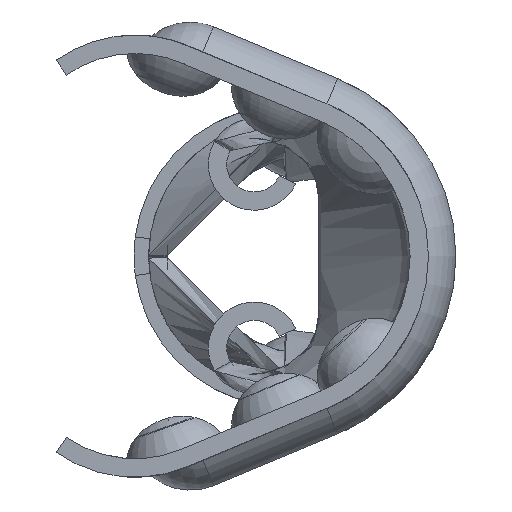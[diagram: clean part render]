
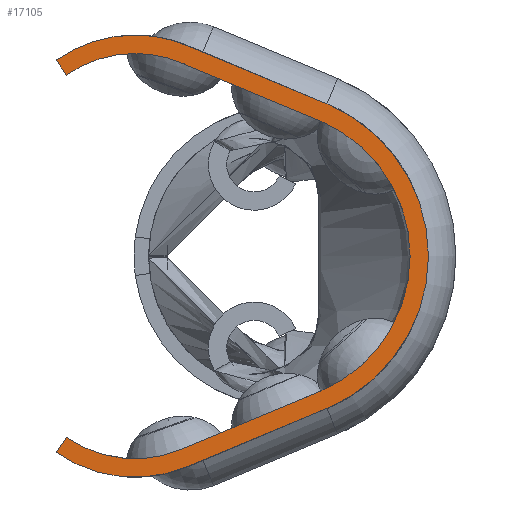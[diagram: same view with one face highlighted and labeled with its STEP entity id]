
A CAD part, left-side view. The second image highlights one B-rep face of the part: STEP entity #17105.
In plain terms, the highlighted planar face has unit normal (-1, 0, 0).
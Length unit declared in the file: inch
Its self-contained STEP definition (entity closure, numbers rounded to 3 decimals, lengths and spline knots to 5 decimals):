
#452 = ORIENTED_EDGE ( 'NONE', *, *, #8188, .F. ) ;
#499 = LINE ( 'NONE', #8651, #3305 ) ;
#535 = CARTESIAN_POINT ( 'NONE',  ( 0., 0.14, -0.091 ) ) ;
#614 = VERTEX_POINT ( 'NONE', #2266 ) ;
#886 = CARTESIAN_POINT ( 'NONE',  ( 0., 0.08218, 0.22941 ) ) ;
#966 = CARTESIAN_POINT ( 'NONE',  ( 0., 0.08989, 0.21095 ) ) ;
#1101 = DIRECTION ( 'NONE',  ( -1., 0., 0. ) ) ;
#1379 = DIRECTION ( 'NONE',  ( -1., 0., 0. ) ) ;
#1772 = DIRECTION ( 'NONE',  ( 1., 0., 0. ) ) ;
#1786 = CARTESIAN_POINT ( 'NONE',  ( 0., 0.14, 0.091 ) ) ;
#2042 = EDGE_CURVE ( 'NONE', #5827, #15984, #5325, .T. ) ;
#2266 = CARTESIAN_POINT ( 'NONE',  ( 0., -0.06168, 0.14763 ) ) ;
#2275 = EDGE_CURVE ( 'NONE', #614, #2349, #499, .T. ) ;
#2349 = VERTEX_POINT ( 'NONE', #966 ) ;
#2363 = AXIS2_PLACEMENT_3D ( 'NONE', #20120, #2628, #10418 ) ;
#2443 = EDGE_CURVE ( 'NONE', #18519, #18868, #16356, .T. ) ;
#2628 = DIRECTION ( 'NONE',  ( 1., 0., 0. ) ) ;
#2838 = CARTESIAN_POINT ( 'NONE',  ( 0., 0.21455, -0.1975 ) ) ;
#2920 = EDGE_CURVE ( 'NONE', #3564, #17656, #10618, .T. ) ;
#3305 = VECTOR ( 'NONE', #16428, 39.37008 ) ;
#3355 = EDGE_CURVE ( 'NONE', #2349, #3564, #17672, .T. ) ;
#3419 = VERTEX_POINT ( 'NONE', #4302 ) ;
#3564 = VERTEX_POINT ( 'NONE', #14394 ) ;
#3602 = ORIENTED_EDGE ( 'NONE', *, *, #11569, .F. ) ;
#3692 = DIRECTION ( 'NONE',  ( 1., 0., 0. ) ) ;
#3913 = LINE ( 'NONE', #11711, #19876 ) ;
#4302 = CARTESIAN_POINT ( 'NONE',  ( 0., 0.08989, -0.21095 ) ) ;
#4833 = ORIENTED_EDGE ( 'NONE', *, *, #7390, .F. ) ;
#5194 = CARTESIAN_POINT ( 'NONE',  ( 0., -0.06939, -0.16609 ) ) ;
#5325 = CIRCLE ( 'NONE', #16334, 0.15 ) ;
#5339 = DIRECTION ( 'NONE',  ( -1., 0., 0. ) ) ;
#5341 = AXIS2_PLACEMENT_3D ( 'NONE', #9031, #16804, #24605 ) ;
#5517 = ORIENTED_EDGE ( 'NONE', *, *, #20622, .F. ) ;
#5827 = VERTEX_POINT ( 'NONE', #17503 ) ;
#5860 = EDGE_CURVE ( 'NONE', #3419, #14174, #23391, .T. ) ;
#6676 = AXIS2_PLACEMENT_3D ( 'NONE', #22846, #5339, #13131 ) ;
#6914 = VERTEX_POINT ( 'NONE', #886 ) ;
#7390 = EDGE_CURVE ( 'NONE', #14174, #614, #23818, .T. ) ;
#7396 = ORIENTED_EDGE ( 'NONE', *, *, #23695, .F. ) ;
#7514 = VECTOR ( 'NONE', #12998, 39.37008 ) ;
#7525 = EDGE_LOOP ( 'NONE', ( #4833, #18403, #7396, #21490, #5517, #452, #12495, #20247, #18183, #9573, #3602, #25268, #8723, #10829 ) ) ;
#8188 = EDGE_CURVE ( 'NONE', #18868, #10755, #22706, .T. ) ;
#8335 = DIRECTION ( 'NONE',  ( -1., 0., 0. ) ) ;
#8651 = CARTESIAN_POINT ( 'NONE',  ( 0., -0.06168, 0.14763 ) ) ;
#8723 = ORIENTED_EDGE ( 'NONE', *, *, #3355, .F. ) ;
#8907 = DIRECTION ( 'NONE',  ( 0., 0., -1. ) ) ;
#8952 = CIRCLE ( 'NONE', #23231, 0.13 ) ;
#9027 = LINE ( 'NONE', #16801, #19383 ) ;
#9031 = CARTESIAN_POINT ( 'NONE',  ( 0., 0., 0. ) ) ;
#9191 = DIRECTION ( 'NONE',  ( 0., 0., 1. ) ) ;
#9357 = CARTESIAN_POINT ( 'NONE',  ( 0., -0.06939, 0.16609 ) ) ;
#9573 = ORIENTED_EDGE ( 'NONE', *, *, #2042, .F. ) ;
#9582 = VECTOR ( 'NONE', #19533, 39.37008 ) ;
#9586 = DIRECTION ( 'NONE',  ( 0., 0., -1. ) ) ;
#9596 = DIRECTION ( 'NONE',  ( 1., 0., 0. ) ) ;
#10303 = CARTESIAN_POINT ( 'NONE',  ( 0., 0.21455, 0.1975 ) ) ;
#10349 = CARTESIAN_POINT ( 'NONE',  ( 0., -0.06939, 0.16609 ) ) ;
#10418 = DIRECTION ( 'NONE',  ( 0., 0., -1. ) ) ;
#10590 = AXIS2_PLACEMENT_3D ( 'NONE', #15310, #3692, #11489 ) ;
#10618 = CIRCLE ( 'NONE', #24899, 0.13 ) ;
#10755 = VERTEX_POINT ( 'NONE', #12216 ) ;
#10829 = ORIENTED_EDGE ( 'NONE', *, *, #2275, .F. ) ;
#11489 = DIRECTION ( 'NONE',  ( 0., 0., 1. ) ) ;
#11506 = PLANE ( 'NONE',  #17044 ) ;
#11569 = EDGE_CURVE ( 'NONE', #17656, #5827, #9027, .T. ) ;
#11711 = CARTESIAN_POINT ( 'NONE',  ( 0., 0.22602, -0.21388 ) ) ;
#11762 = CARTESIAN_POINT ( 'NONE',  ( 0., -0.06168, -0.14763 ) ) ;
#12143 = VECTOR ( 'NONE', #18136, 39.37008 ) ;
#12216 = CARTESIAN_POINT ( 'NONE',  ( 0., 0.08218, -0.22941 ) ) ;
#12495 = ORIENTED_EDGE ( 'NONE', *, *, #2443, .F. ) ;
#12806 = AXIS2_PLACEMENT_3D ( 'NONE', #18599, #1101, #8907 ) ;
#12998 = DIRECTION ( 'NONE',  ( 0., 0.923, -0.385 ) ) ;
#13131 = DIRECTION ( 'NONE',  ( 0., 0., 1. ) ) ;
#13377 = CIRCLE ( 'NONE', #2363, 0.15 ) ;
#14172 = CARTESIAN_POINT ( 'NONE',  ( 0., -0.06168, -0.14763 ) ) ;
#14174 = VERTEX_POINT ( 'NONE', #14172 ) ;
#14394 = CARTESIAN_POINT ( 'NONE',  ( 0., 0.14, 0.221 ) ) ;
#14758 = CARTESIAN_POINT ( 'NONE',  ( 0., 0.22602, -0.21388 ) ) ;
#15310 = CARTESIAN_POINT ( 'NONE',  ( 0., 0.14, 0.091 ) ) ;
#15984 = VERTEX_POINT ( 'NONE', #23776 ) ;
#16114 = DIRECTION ( 'NONE',  ( 0., 0., -1. ) ) ;
#16334 = AXIS2_PLACEMENT_3D ( 'NONE', #1786, #9596, #17373 ) ;
#16356 = CIRCLE ( 'NONE', #5341, 0.18 ) ;
#16403 = EDGE_CURVE ( 'NONE', #16733, #23744, #3913, .T. ) ;
#16428 = DIRECTION ( 'NONE',  ( 0., 0.923, 0.385 ) ) ;
#16733 = VERTEX_POINT ( 'NONE', #14758 ) ;
#16801 = CARTESIAN_POINT ( 'NONE',  ( 0., 0.22602, 0.21388 ) ) ;
#16804 = DIRECTION ( 'NONE',  ( 1., 0., 0. ) ) ;
#17044 = AXIS2_PLACEMENT_3D ( 'NONE', #19273, #1772, #9586 ) ;
#17105 = ADVANCED_FACE ( 'NONE', ( #23120 ), #11506, .F. ) ;
#17373 = DIRECTION ( 'NONE',  ( 0., 0., 1. ) ) ;
#17503 = CARTESIAN_POINT ( 'NONE',  ( 0., 0.22602, 0.21388 ) ) ;
#17587 = CARTESIAN_POINT ( 'NONE',  ( 0., -0.06939, -0.16609 ) ) ;
#17656 = VERTEX_POINT ( 'NONE', #10303 ) ;
#17672 = CIRCLE ( 'NONE', #6676, 0.13 ) ;
#18136 = DIRECTION ( 'NONE',  ( 0., -0.923, -0.385 ) ) ;
#18183 = ORIENTED_EDGE ( 'NONE', *, *, #24311, .F. ) ;
#18403 = ORIENTED_EDGE ( 'NONE', *, *, #5860, .F. ) ;
#18519 = VERTEX_POINT ( 'NONE', #9357 ) ;
#18599 = CARTESIAN_POINT ( 'NONE',  ( 0., 0., 0. ) ) ;
#18868 = VERTEX_POINT ( 'NONE', #17587 ) ;
#18882 = CARTESIAN_POINT ( 'NONE',  ( 0., 0.14, 0.091 ) ) ;
#19273 = CARTESIAN_POINT ( 'NONE',  ( 0., 0., 0. ) ) ;
#19383 = VECTOR ( 'NONE', #24602, 39.37008 ) ;
#19480 = DIRECTION ( 'NONE',  ( 0., -0.573, 0.819 ) ) ;
#19533 = DIRECTION ( 'NONE',  ( 0., -0.923, 0.385 ) ) ;
#19768 = EDGE_CURVE ( 'NONE', #6914, #18519, #21986, .T. ) ;
#19876 = VECTOR ( 'NONE', #19480, 39.37008 ) ;
#20120 = CARTESIAN_POINT ( 'NONE',  ( 0., 0.14, -0.091 ) ) ;
#20247 = ORIENTED_EDGE ( 'NONE', *, *, #19768, .F. ) ;
#20622 = EDGE_CURVE ( 'NONE', #10755, #16733, #13377, .T. ) ;
#21490 = ORIENTED_EDGE ( 'NONE', *, *, #16403, .F. ) ;
#21607 = CIRCLE ( 'NONE', #10590, 0.15 ) ;
#21986 = LINE ( 'NONE', #10349, #12143 ) ;
#22706 = LINE ( 'NONE', #5194, #7514 ) ;
#22846 = CARTESIAN_POINT ( 'NONE',  ( 0., 0.14, 0.091 ) ) ;
#23120 = FACE_OUTER_BOUND ( 'NONE', #7525, .T. ) ;
#23231 = AXIS2_PLACEMENT_3D ( 'NONE', #535, #8335, #16114 ) ;
#23391 = LINE ( 'NONE', #11762, #9582 ) ;
#23695 = EDGE_CURVE ( 'NONE', #23744, #3419, #8952, .T. ) ;
#23744 = VERTEX_POINT ( 'NONE', #2838 ) ;
#23776 = CARTESIAN_POINT ( 'NONE',  ( 0., 0.14, 0.241 ) ) ;
#23818 = CIRCLE ( 'NONE', #12806, 0.16 ) ;
#24311 = EDGE_CURVE ( 'NONE', #15984, #6914, #21607, .T. ) ;
#24602 = DIRECTION ( 'NONE',  ( 0., 0.573, 0.819 ) ) ;
#24605 = DIRECTION ( 'NONE',  ( 0., 0., -1. ) ) ;
#24899 = AXIS2_PLACEMENT_3D ( 'NONE', #18882, #1379, #9191 ) ;
#25268 = ORIENTED_EDGE ( 'NONE', *, *, #2920, .F. ) ;
